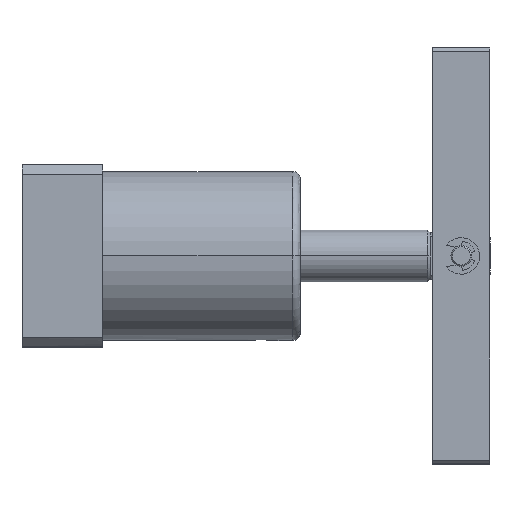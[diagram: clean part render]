
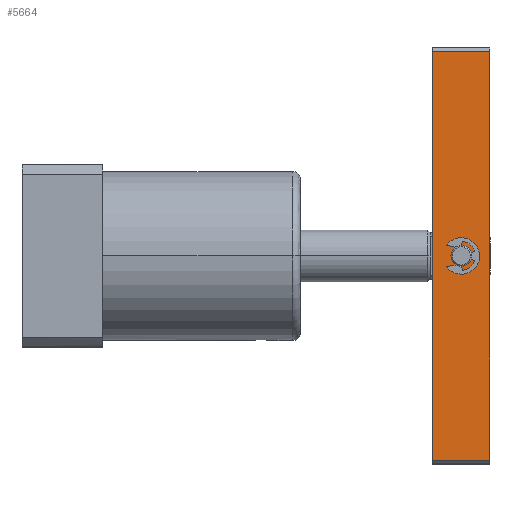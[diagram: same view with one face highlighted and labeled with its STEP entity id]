
A CAD part, top view. The second image highlights one B-rep face of the part: STEP entity #5664.
In plain terms, the highlighted planar face has unit normal (0, 0, 1).
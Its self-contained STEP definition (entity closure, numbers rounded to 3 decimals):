
#1241 = DIRECTION ( 'NONE',  ( 0., 1., 0. ) ) ;
#1288 = ORIENTED_EDGE ( 'NONE', *, *, #3455, .T. ) ;
#1540 = EDGE_CURVE ( 'NONE', #17324, #12855, #14436, .T. ) ;
#2302 = CARTESIAN_POINT ( 'NONE',  ( 15., 0., 11. ) ) ;
#2613 = DIRECTION ( 'NONE',  ( 1., 0., 0. ) ) ;
#2636 = CARTESIAN_POINT ( 'NONE',  ( 0., -78.5, 11. ) ) ;
#2706 = CARTESIAN_POINT ( 'NONE',  ( 22., 78.5, 11. ) ) ;
#3168 = ORIENTED_EDGE ( 'NONE', *, *, #1540, .T. ) ;
#3455 = EDGE_CURVE ( 'NONE', #12855, #16599, #11064, .T. ) ;
#4145 = DIRECTION ( 'NONE',  ( 1., 0., 0. ) ) ;
#4162 = DIRECTION ( 'NONE',  ( 0., 0., 1. ) ) ;
#4183 = EDGE_CURVE ( 'NONE', #12895, #5725, #14485, .T. ) ;
#4189 = CARTESIAN_POINT ( 'NONE',  ( 7., 0., 11. ) ) ;
#4245 = PLANE ( 'NONE',  #10323 ) ;
#4266 = CARTESIAN_POINT ( 'NONE',  ( 0., 80., 11. ) ) ;
#4641 = CARTESIAN_POINT ( 'NONE',  ( 22., -78.5, 11. ) ) ;
#4766 = FACE_OUTER_BOUND ( 'NONE', #15239, .T. ) ;
#5664 = ADVANCED_FACE ( 'NONE', ( #4766, #9443 ), #4245, .T. ) ;
#5725 = VERTEX_POINT ( 'NONE', #4189 ) ;
#5913 = ORIENTED_EDGE ( 'NONE', *, *, #4183, .T. ) ;
#6668 = DIRECTION ( 'NONE',  ( 1., 0., 0. ) ) ;
#6708 = DIRECTION ( 'NONE',  ( 0., 0., -1. ) ) ;
#6733 = CARTESIAN_POINT ( 'NONE',  ( 11., 0., 11. ) ) ;
#7295 = VECTOR ( 'NONE', #9600, 1000. ) ;
#7476 = ORIENTED_EDGE ( 'NONE', *, *, #10286, .T. ) ;
#9443 = FACE_BOUND ( 'NONE', #14147, .T. ) ;
#9495 = DIRECTION ( 'NONE',  ( 1., 0., 0. ) ) ;
#9517 = DIRECTION ( 'NONE',  ( 0., 0., -1. ) ) ;
#9557 = CARTESIAN_POINT ( 'NONE',  ( 11., 0., 11. ) ) ;
#9558 = CARTESIAN_POINT ( 'NONE',  ( 0., 80., 11. ) ) ;
#9600 = DIRECTION ( 'NONE',  ( 0., -1., 0. ) ) ;
#9968 = VECTOR ( 'NONE', #10536, 1000. ) ;
#10286 = EDGE_CURVE ( 'NONE', #14314, #17324, #17958, .T. ) ;
#10287 = CARTESIAN_POINT ( 'NONE',  ( 0., 78.5, 11. ) ) ;
#10323 = AXIS2_PLACEMENT_3D ( 'NONE', #4266, #4162, #4145 ) ;
#10536 = DIRECTION ( 'NONE',  ( -1., 0., 0. ) ) ;
#11064 = LINE ( 'NONE', #10287, #9968 ) ;
#11097 = LINE ( 'NONE', #9558, #7295 ) ;
#11901 = EDGE_CURVE ( 'NONE', #16599, #14314, #11097, .T. ) ;
#12446 = ORIENTED_EDGE ( 'NONE', *, *, #17496, .T. ) ;
#12803 = AXIS2_PLACEMENT_3D ( 'NONE', #9557, #9517, #9495 ) ;
#12855 = VERTEX_POINT ( 'NONE', #2706 ) ;
#12895 = VERTEX_POINT ( 'NONE', #2302 ) ;
#13891 = VECTOR ( 'NONE', #2613, 1000. ) ;
#14147 = EDGE_LOOP ( 'NONE', ( #5913, #12446 ) ) ;
#14152 = CARTESIAN_POINT ( 'NONE',  ( 0., -78.5, 11. ) ) ;
#14248 = ORIENTED_EDGE ( 'NONE', *, *, #11901, .T. ) ;
#14314 = VERTEX_POINT ( 'NONE', #14152 ) ;
#14436 = LINE ( 'NONE', #18174, #18123 ) ;
#14485 = CIRCLE ( 'NONE', #16526, 4. ) ;
#14961 = CIRCLE ( 'NONE', #12803, 4. ) ;
#15239 = EDGE_LOOP ( 'NONE', ( #3168, #1288, #14248, #7476 ) ) ;
#16526 = AXIS2_PLACEMENT_3D ( 'NONE', #6733, #6708, #6668 ) ;
#16599 = VERTEX_POINT ( 'NONE', #17359 ) ;
#17324 = VERTEX_POINT ( 'NONE', #4641 ) ;
#17359 = CARTESIAN_POINT ( 'NONE',  ( 0., 78.5, 11. ) ) ;
#17496 = EDGE_CURVE ( 'NONE', #5725, #12895, #14961, .T. ) ;
#17958 = LINE ( 'NONE', #2636, #13891 ) ;
#18123 = VECTOR ( 'NONE', #1241, 1000. ) ;
#18174 = CARTESIAN_POINT ( 'NONE',  ( 22., 80., 11. ) ) ;
